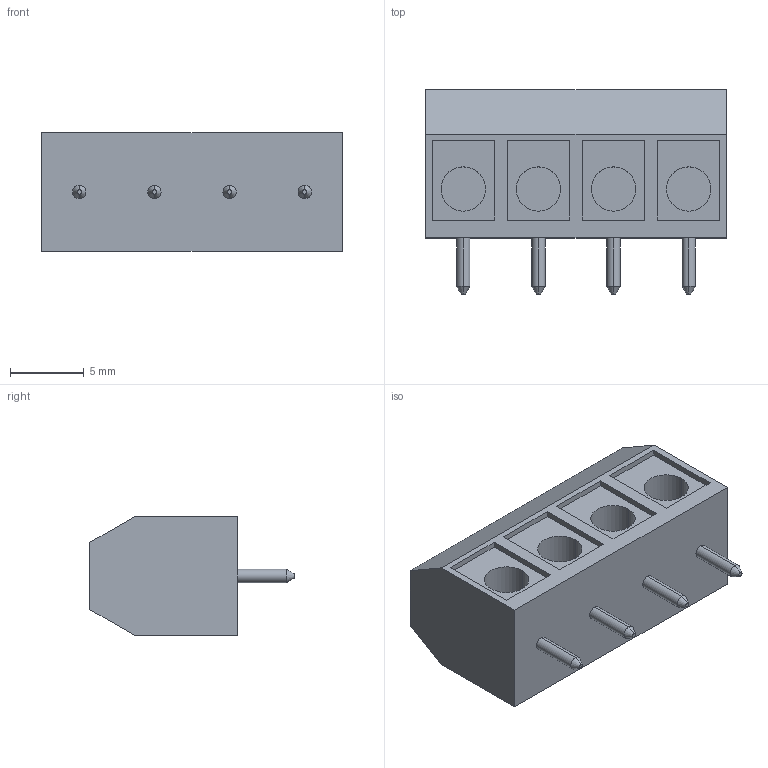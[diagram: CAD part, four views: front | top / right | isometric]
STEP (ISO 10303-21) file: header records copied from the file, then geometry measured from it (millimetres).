
FILE_DESCRIPTION((''),'2;1');
FILE_NAME('31101104','2013-07-27T',('Jobserver'),('MC TECHNOLOGY GmbH'),'PRO/ENGINEER BY PARAMETRIC TECHNOLOGY CORPORATION, 2010370','PRO/ENGINEER BY PARAMETRIC TECHNOLOGY CORPORATION, 2010370','');
FILE_SCHEMA(('AUTOMOTIVE_DESIGN { 1 0 10303 214 1 1 1 1 }'));
Length unit declared in the file: millimetre
Products named in the file (1): 31101104
Bounding box: 20.32 x 13.8 x 8 mm (x, y, z)
Volume: 1315.8 mm3; surface area: 1133.7 mm2
Topology: 1 solids, 1 shells, 88 faces, 202 edges, 132 vertices
Faces by surface type: plane 56, cylinder 24, cone 8
Entity records: 3637 total; most frequent: DIRECTION 487, CARTESIAN_POINT 449, ORIENTED_EDGE 404, PRESENTATION_STYLE_ASSIGNMENT 237, STYLED_ITEM 234, CURVE_STYLE 226, EDGE_CURVE 202, AXIS2_PLACEMENT_3D 172
